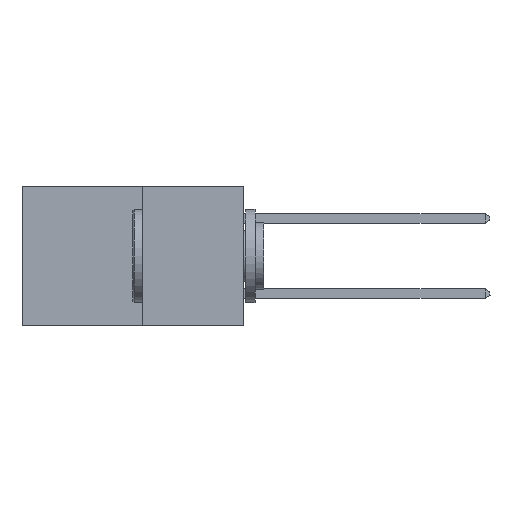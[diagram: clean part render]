
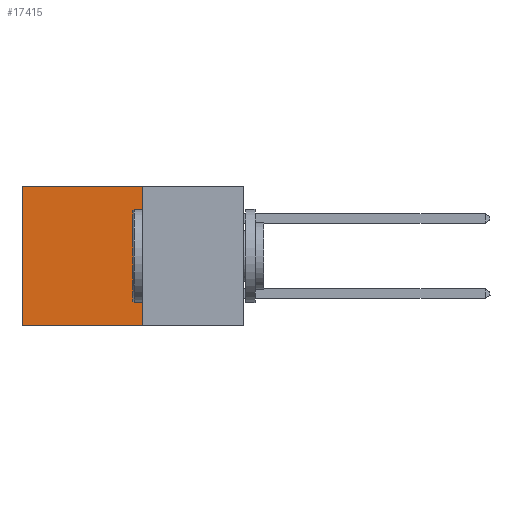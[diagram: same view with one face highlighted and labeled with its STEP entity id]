
A CAD part, left-side view. The second image highlights one B-rep face of the part: STEP entity #17415.
In plain terms, the highlighted planar face has unit normal (-1, 0, 0).
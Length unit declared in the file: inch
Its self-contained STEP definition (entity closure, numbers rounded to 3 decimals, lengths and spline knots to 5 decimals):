
#695 = ORIENTED_EDGE ( 'NONE', *, *, #14623, .F. ) ;
#1095 = VERTEX_POINT ( 'NONE', #21528 ) ;
#2807 = LINE ( 'NONE', #17642, #31019 ) ;
#3658 = CARTESIAN_POINT ( 'NONE',  ( 0.277, 0.27, -0.37 ) ) ;
#5829 = DIRECTION ( 'NONE',  ( 0., 0., -1. ) ) ;
#6970 = LINE ( 'NONE', #3658, #19866 ) ;
#8232 = ORIENTED_EDGE ( 'NONE', *, *, #33272, .T. ) ;
#10163 = DIRECTION ( 'NONE',  ( 0., 0., -1. ) ) ;
#11416 = EDGE_LOOP ( 'NONE', ( #8232, #20235, #695, #19950 ) ) ;
#12073 = VERTEX_POINT ( 'NONE', #14242 ) ;
#13968 = DIRECTION ( 'NONE',  ( 0., 1., 0. ) ) ;
#14242 = CARTESIAN_POINT ( 'NONE',  ( 0.277, 0.59, -0.37 ) ) ;
#14623 = EDGE_CURVE ( 'NONE', #18174, #28709, #6970, .T. ) ;
#16113 = VECTOR ( 'NONE', #13968, 39.37008 ) ;
#17149 = FACE_OUTER_BOUND ( 'NONE', #11416, .T. ) ;
#17401 = DIRECTION ( 'NONE',  ( 0., 0., -1. ) ) ;
#17415 = ADVANCED_FACE ( 'NONE', ( #17149 ), #19529, .F. ) ;
#17642 = CARTESIAN_POINT ( 'NONE',  ( 0.277, 0.27, 0. ) ) ;
#18174 = VERTEX_POINT ( 'NONE', #25015 ) ;
#19529 = PLANE ( 'NONE',  #22498 ) ;
#19866 = VECTOR ( 'NONE', #17401, 39.37008 ) ;
#19950 = ORIENTED_EDGE ( 'NONE', *, *, #33114, .T. ) ;
#20235 = ORIENTED_EDGE ( 'NONE', *, *, #28770, .F. ) ;
#20470 = VECTOR ( 'NONE', #10163, 39.37008 ) ;
#21528 = CARTESIAN_POINT ( 'NONE',  ( 0.277, 0.59, 0. ) ) ;
#22270 = DIRECTION ( 'NONE',  ( 1., 0., 0. ) ) ;
#22498 = AXIS2_PLACEMENT_3D ( 'NONE', #30257, #22270, #5829 ) ;
#23795 = CARTESIAN_POINT ( 'NONE',  ( 0.277, 0.59, -0.37 ) ) ;
#25015 = CARTESIAN_POINT ( 'NONE',  ( 0.277, 0.27, 0. ) ) ;
#25794 = DIRECTION ( 'NONE',  ( 0., 1., 0. ) ) ;
#28709 = VERTEX_POINT ( 'NONE', #35232 ) ;
#28770 = EDGE_CURVE ( 'NONE', #28709, #12073, #29651, .T. ) ;
#29651 = LINE ( 'NONE', #30233, #16113 ) ;
#30233 = CARTESIAN_POINT ( 'NONE',  ( 0.277, 0.27, -0.37 ) ) ;
#30257 = CARTESIAN_POINT ( 'NONE',  ( 0.277, 0.27, -0.37 ) ) ;
#31019 = VECTOR ( 'NONE', #25794, 39.37008 ) ;
#33114 = EDGE_CURVE ( 'NONE', #18174, #1095, #2807, .T. ) ;
#33272 = EDGE_CURVE ( 'NONE', #1095, #12073, #33918, .T. ) ;
#33918 = LINE ( 'NONE', #23795, #20470 ) ;
#35232 = CARTESIAN_POINT ( 'NONE',  ( 0.277, 0.27, -0.37 ) ) ;
